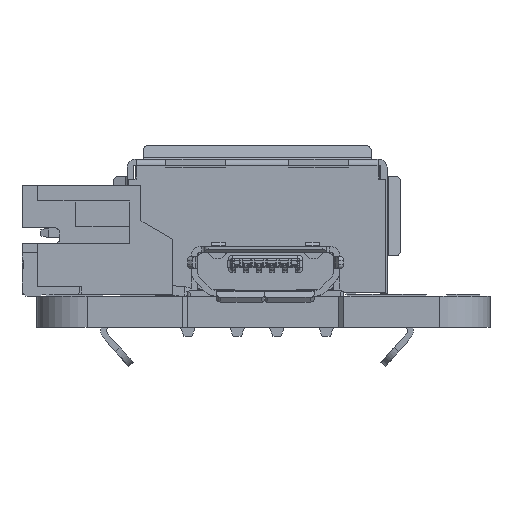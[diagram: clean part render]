
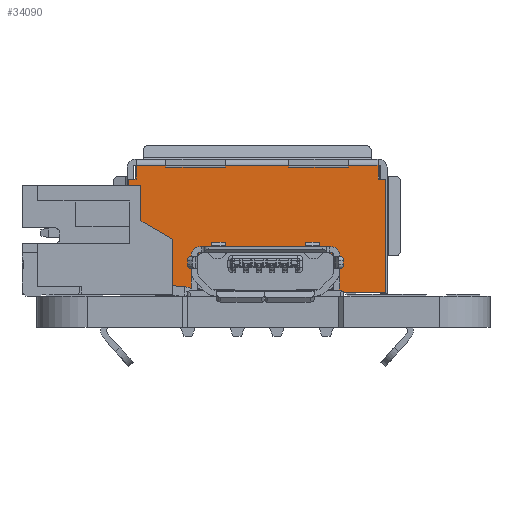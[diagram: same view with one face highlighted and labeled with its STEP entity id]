
A CAD part, left-side view. The second image highlights one B-rep face of the part: STEP entity #34090.
In plain terms, the highlighted face is planar.
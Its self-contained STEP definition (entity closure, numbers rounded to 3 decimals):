
#2436=PLANE('',#35834);
#3385=FACE_OUTER_BOUND('',#4860,.T.);
#4860=EDGE_LOOP('',(#27134,#27135,#27136,#27137,#27138,#27139,#27140,#27141,
#27142,#27143,#27144,#27145,#27146,#27147,#27148,#27149));
#6580=LINE('',#48610,#10513);
#6583=LINE('',#48615,#10516);
#6585=LINE('',#48620,#10518);
#6588=LINE('',#48628,#10521);
#6593=LINE('',#48637,#10526);
#6594=LINE('',#48641,#10527);
#6598=LINE('',#48651,#10531);
#6602=LINE('',#48659,#10535);
#6606=LINE('',#48669,#10539);
#6608=LINE('',#48675,#10541);
#6613=LINE('',#48683,#10546);
#6614=LINE('',#48685,#10547);
#6616=LINE('',#48688,#10549);
#6619=LINE('',#48692,#10552);
#6620=LINE('',#48695,#10553);
#6626=LINE('',#48706,#10559);
#10513=VECTOR('',#39549,10.);
#10516=VECTOR('',#39554,10.);
#10518=VECTOR('',#39560,10.);
#10521=VECTOR('',#39567,10.);
#10526=VECTOR('',#39576,10.);
#10527=VECTOR('',#39581,10.);
#10531=VECTOR('',#39589,10.);
#10535=VECTOR('',#39595,10.);
#10539=VECTOR('',#39601,10.);
#10541=VECTOR('',#39607,10.);
#10546=VECTOR('',#39614,10.);
#10547=VECTOR('',#39617,10.);
#10549=VECTOR('',#39621,10.);
#10552=VECTOR('',#39626,10.);
#10553=VECTOR('',#39629,10.);
#10559=VECTOR('',#39639,10.);
#15625=VERTEX_POINT('',#48607);
#15626=VERTEX_POINT('',#48609);
#15627=VERTEX_POINT('',#48614);
#15628=VERTEX_POINT('',#48618);
#15630=VERTEX_POINT('',#48623);
#15631=VERTEX_POINT('',#48626);
#15633=VERTEX_POINT('',#48635);
#15634=VERTEX_POINT('',#48639);
#15636=VERTEX_POINT('',#48644);
#15638=VERTEX_POINT('',#48649);
#15641=VERTEX_POINT('',#48657);
#15645=VERTEX_POINT('',#48666);
#15646=VERTEX_POINT('',#48668);
#15647=VERTEX_POINT('',#48672);
#15650=VERTEX_POINT('',#48681);
#15651=VERTEX_POINT('',#48694);
#20715=EDGE_CURVE('',#15626,#15625,#6580,.T.);
#20718=EDGE_CURVE('',#15627,#15626,#6583,.T.);
#20721=EDGE_CURVE('',#15628,#15627,#6585,.T.);
#20725=EDGE_CURVE('',#15630,#15631,#6588,.T.);
#20730=EDGE_CURVE('',#15631,#15633,#6593,.T.);
#20732=EDGE_CURVE('',#15633,#15634,#6594,.T.);
#20737=EDGE_CURVE('',#15636,#15638,#6598,.T.);
#20741=EDGE_CURVE('',#15638,#15641,#6602,.T.);
#20745=EDGE_CURVE('',#15646,#15645,#6606,.T.);
#20748=EDGE_CURVE('',#15645,#15647,#6608,.T.);
#20753=EDGE_CURVE('',#15650,#15641,#6613,.T.);
#20754=EDGE_CURVE('',#15647,#15630,#6614,.T.);
#20756=EDGE_CURVE('',#15634,#15628,#6616,.T.);
#20759=EDGE_CURVE('',#15625,#15636,#6619,.T.);
#20760=EDGE_CURVE('',#15646,#15651,#6620,.T.);
#20766=EDGE_CURVE('',#15651,#15650,#6626,.T.);
#27134=ORIENTED_EDGE('',*,*,#20715,.T.);
#27135=ORIENTED_EDGE('',*,*,#20759,.T.);
#27136=ORIENTED_EDGE('',*,*,#20737,.T.);
#27137=ORIENTED_EDGE('',*,*,#20741,.T.);
#27138=ORIENTED_EDGE('',*,*,#20753,.F.);
#27139=ORIENTED_EDGE('',*,*,#20766,.F.);
#27140=ORIENTED_EDGE('',*,*,#20760,.F.);
#27141=ORIENTED_EDGE('',*,*,#20745,.T.);
#27142=ORIENTED_EDGE('',*,*,#20748,.T.);
#27143=ORIENTED_EDGE('',*,*,#20754,.T.);
#27144=ORIENTED_EDGE('',*,*,#20725,.T.);
#27145=ORIENTED_EDGE('',*,*,#20730,.T.);
#27146=ORIENTED_EDGE('',*,*,#20732,.T.);
#27147=ORIENTED_EDGE('',*,*,#20756,.T.);
#27148=ORIENTED_EDGE('',*,*,#20721,.T.);
#27149=ORIENTED_EDGE('',*,*,#20718,.T.);
#34090=ADVANCED_FACE('',(#3385),#2436,.T.);
#35834=AXIS2_PLACEMENT_3D('',#48705,#39637,#39638);
#39549=DIRECTION('',(0.,0.,1.));
#39554=DIRECTION('',(1.,0.,0.));
#39560=DIRECTION('',(0.,0.,-1.));
#39567=DIRECTION('',(0.,0.,-1.));
#39576=DIRECTION('',(1.,0.,0.));
#39581=DIRECTION('',(0.,0.,1.));
#39589=DIRECTION('',(0.,0.,-1.));
#39595=DIRECTION('',(1.,0.,0.));
#39601=DIRECTION('',(1.,0.,0.));
#39607=DIRECTION('',(0.,0.,1.));
#39614=DIRECTION('',(0.,0.,1.));
#39617=DIRECTION('',(1.,0.,0.));
#39621=DIRECTION('',(1.,0.,0.));
#39626=DIRECTION('',(1.,0.,0.));
#39629=DIRECTION('',(0.,0.,-1.));
#39637=DIRECTION('center_axis',(0.,1.,0.));
#39638=DIRECTION('ref_axis',(0.,0.,1.));
#39639=DIRECTION('',(1.,0.,0.));
#48607=CARTESIAN_POINT('',(4.6,7.813,6.608));
#48609=CARTESIAN_POINT('',(4.6,7.813,6.513));
#48610=CARTESIAN_POINT('',(4.6,7.813,3.343));
#48614=CARTESIAN_POINT('',(1.6,7.813,6.513));
#48615=CARTESIAN_POINT('',(0.8,7.813,6.513));
#48618=CARTESIAN_POINT('',(1.6,7.813,6.608));
#48620=CARTESIAN_POINT('',(1.6,7.813,3.543));
#48623=CARTESIAN_POINT('',(-4.6,7.813,6.608));
#48626=CARTESIAN_POINT('',(-4.6,7.813,6.513));
#48628=CARTESIAN_POINT('',(-4.6,7.813,3.543));
#48635=CARTESIAN_POINT('',(-1.6,7.813,6.513));
#48637=CARTESIAN_POINT('',(-2.3,7.813,6.513));
#48639=CARTESIAN_POINT('',(-1.6,7.813,6.608));
#48641=CARTESIAN_POINT('',(-1.6,7.813,3.343));
#48644=CARTESIAN_POINT('',(6.1,7.813,6.608));
#48649=CARTESIAN_POINT('',(6.1,7.813,5.908));
#48651=CARTESIAN_POINT('',(6.1,7.813,3.391));
#48657=CARTESIAN_POINT('',(6.5,7.813,5.908));
#48659=CARTESIAN_POINT('',(3.05,7.813,5.908));
#48666=CARTESIAN_POINT('',(-6.1,7.813,5.908));
#48668=CARTESIAN_POINT('',(-6.5,7.813,5.908));
#48669=CARTESIAN_POINT('',(-3.25,7.813,5.908));
#48672=CARTESIAN_POINT('',(-6.1,7.813,6.608));
#48675=CARTESIAN_POINT('',(-6.1,7.813,3.041));
#48681=CARTESIAN_POINT('',(6.5,7.813,0.173));
#48683=CARTESIAN_POINT('',(6.5,7.813,0.173));
#48685=CARTESIAN_POINT('',(0.,7.813,6.608));
#48688=CARTESIAN_POINT('',(0.,7.813,6.608));
#48692=CARTESIAN_POINT('',(0.,7.813,6.608));
#48694=CARTESIAN_POINT('',(-6.5,7.813,0.173));
#48695=CARTESIAN_POINT('',(-6.5,7.813,0.173));
#48705=CARTESIAN_POINT('Origin',(0.,7.813,0.173));
#48706=CARTESIAN_POINT('',(0.,7.813,0.173));
